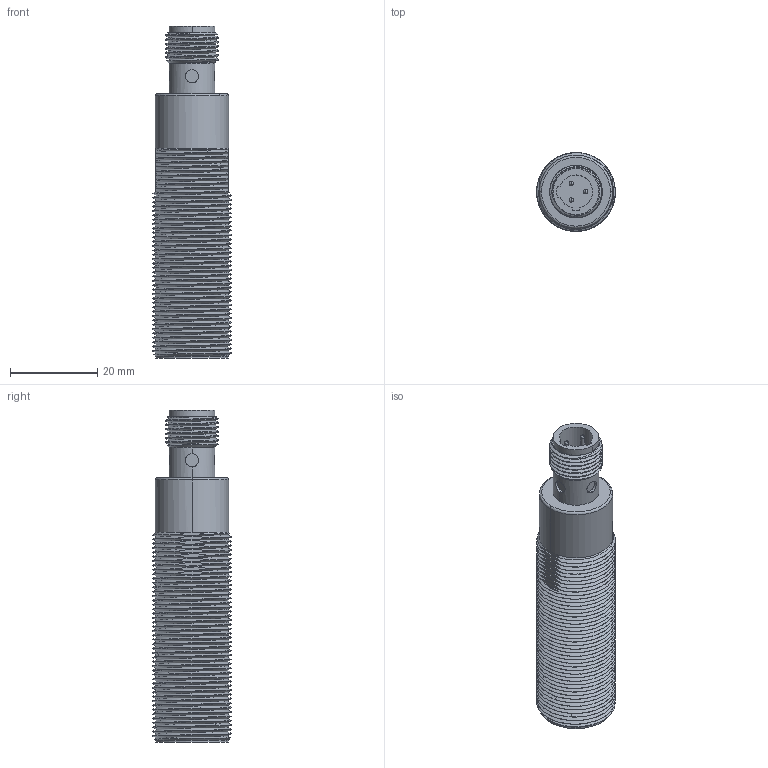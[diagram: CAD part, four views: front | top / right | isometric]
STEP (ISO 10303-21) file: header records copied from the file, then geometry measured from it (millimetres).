
FILE_DESCRIPTION((''),'2;1');
FILE_NAME('OCN1-1808A-XUL3','2018-04-28T',('Administrator'),(''),'PRO/ENGINEER BY PARAMETRIC TECHNOLOGY CORPORATION, 2009440','PRO/ENGINEER BY PARAMETRIC TECHNOLOGY CORPORATION, 2009440','');
FILE_SCHEMA(('CONFIG_CONTROL_DESIGN'));
Length unit declared in the file: millimetre
Products named in the file (1): OCN1-1808A-XUL3
Bounding box: 18 x 18 x 75.9 mm (x, y, z)
Volume: 14843.8 mm3; surface area: 7396.9 mm2
Topology: 1 solids, 1 shells, 218 faces, 630 edges, 416 vertices
Faces by surface type: cylinder 129, plane 41, bspline 33, cone 7, sphere 6, torus 2
Entity records: 19863 total; most frequent: CARTESIAN_POINT 14824, ORIENTED_EDGE 1248, DIRECTION 730, EDGE_CURVE 624, VERTEX_POINT 416, B_SPLINE_CURVE_WITH_KNOTS 346, AXIS2_PLACEMENT_3D 267, EDGE_LOOP 226
